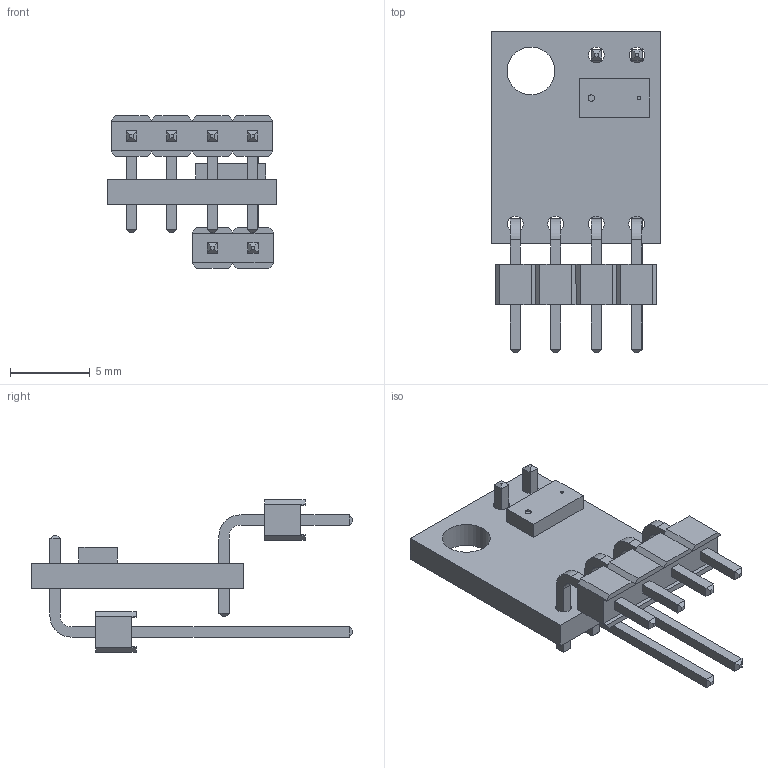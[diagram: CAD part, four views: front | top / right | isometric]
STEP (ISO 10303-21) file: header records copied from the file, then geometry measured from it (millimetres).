
FILE_DESCRIPTION(/* description */ (''),/* implementation_level */ '2;1');
FILE_NAME(/* name */ 'Laser sestava.stp',/* time_stamp */ '2023-09-18T13:25:16+02:00',/* author */ ('MenMe'),/* organization */ (''),/* preprocessor_version */ 'ST-DEVELOPER v19',/* originating_system */ 'Autodesk Inventor 2023',/* authorisation */ '');
FILE_SCHEMA (('AUTOMOTIVE_DESIGN { 1 0 10303 214 3 1 1 }'));
Length unit declared in the file: millimetre
Products named in the file (4): Sestava2; L 4 pin bar; senzor; L 2 pin bar dlouhý
Assembly tree (3 placements, depth 2):
  Sestava2
    L 4 pin bar
    senzor
    L 2 pin bar dlouhý
Bounding box: 10.65 x 20.18 x 9.56 mm (x, y, z)
Volume: 344 mm3; surface area: 808.7 mm2
Topology: 3 solids, 3 shells, 206 faces, 507 edges, 322 vertices
Faces by surface type: plane 185, cylinder 21
Full cylindrical faces by diameter (mm): 0.2 x1, 0.4 x1, 1 x6, 3 x1
Entity records: 6248 total; most frequent: CARTESIAN_POINT 1042, ORIENTED_EDGE 1014, DIRECTION 975, EDGE_CURVE 507, LINE 465, VECTOR 465, VERTEX_POINT 322, AXIS2_PLACEMENT_3D 255
